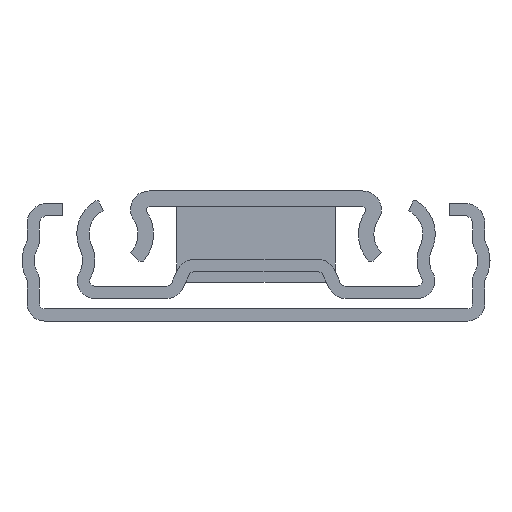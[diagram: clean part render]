
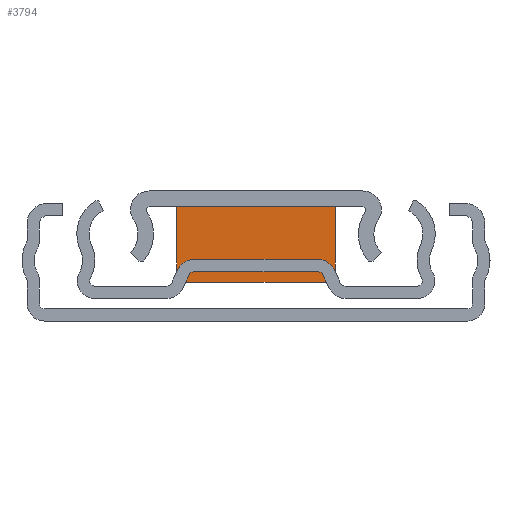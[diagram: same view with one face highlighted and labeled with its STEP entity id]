
A CAD part, left-side view. The second image highlights one B-rep face of the part: STEP entity #3794.
In plain terms, the highlighted planar face has unit normal (-1, 0, 0).
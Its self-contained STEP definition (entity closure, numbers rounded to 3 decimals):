
#266 = VERTEX_POINT ( 'NONE', #2683 ) ;
#304 = VERTEX_POINT ( 'NONE', #6381 ) ;
#623 = AXIS2_PLACEMENT_3D ( 'NONE', #8211, #1071, #3039 ) ;
#767 = LINE ( 'NONE', #3660, #1156 ) ;
#1071 = DIRECTION ( 'NONE',  ( 1., 0., 0. ) ) ;
#1156 = VECTOR ( 'NONE', #3993, 1000. ) ;
#1617 = DIRECTION ( 'NONE',  ( 0., 0., 1. ) ) ;
#1789 = ORIENTED_EDGE ( 'NONE', *, *, #2301, .F. ) ;
#1790 = PLANE ( 'NONE',  #623 ) ;
#2026 = DIRECTION ( 'NONE',  ( 0., 1., 0. ) ) ;
#2301 = EDGE_CURVE ( 'NONE', #8962, #266, #767, .T. ) ;
#2683 = CARTESIAN_POINT ( 'NONE',  ( -1.5, 7.75, -1.507 ) ) ;
#2726 = LINE ( 'NONE', #7627, #6132 ) ;
#2733 = CARTESIAN_POINT ( 'NONE',  ( -1.5, -7.75, -8.907 ) ) ;
#3039 = DIRECTION ( 'NONE',  ( 0., 1., 0. ) ) ;
#3660 = CARTESIAN_POINT ( 'NONE',  ( -1.5, 7.75, -8.907 ) ) ;
#3794 = ADVANCED_FACE ( 'NONE', ( #8257 ), #1790, .F. ) ;
#3911 = ORIENTED_EDGE ( 'NONE', *, *, #5673, .T. ) ;
#3993 = DIRECTION ( 'NONE',  ( 0., 0., 1. ) ) ;
#5220 = LINE ( 'NONE', #8127, #7857 ) ;
#5343 = CARTESIAN_POINT ( 'NONE',  ( -1.5, -7.75, -8.907 ) ) ;
#5673 = EDGE_CURVE ( 'NONE', #7127, #304, #5220, .T. ) ;
#5913 = EDGE_CURVE ( 'NONE', #7127, #8962, #9263, .T. ) ;
#6132 = VECTOR ( 'NONE', #9207, 1000. ) ;
#6381 = CARTESIAN_POINT ( 'NONE',  ( -1.5, -7.75, -1.507 ) ) ;
#6421 = CARTESIAN_POINT ( 'NONE',  ( -1.5, 7.75, -8.907 ) ) ;
#7127 = VERTEX_POINT ( 'NONE', #5343 ) ;
#7190 = EDGE_LOOP ( 'NONE', ( #8084, #1789, #7431, #3911 ) ) ;
#7431 = ORIENTED_EDGE ( 'NONE', *, *, #5913, .F. ) ;
#7627 = CARTESIAN_POINT ( 'NONE',  ( -1.5, -7.75, -1.507 ) ) ;
#7857 = VECTOR ( 'NONE', #1617, 1000. ) ;
#8084 = ORIENTED_EDGE ( 'NONE', *, *, #8368, .T. ) ;
#8127 = CARTESIAN_POINT ( 'NONE',  ( -1.5, -7.75, -8.907 ) ) ;
#8211 = CARTESIAN_POINT ( 'NONE',  ( -1.5, -7.75, -8.907 ) ) ;
#8257 = FACE_OUTER_BOUND ( 'NONE', #7190, .T. ) ;
#8368 = EDGE_CURVE ( 'NONE', #304, #266, #2726, .T. ) ;
#8552 = VECTOR ( 'NONE', #2026, 1000. ) ;
#8962 = VERTEX_POINT ( 'NONE', #6421 ) ;
#9207 = DIRECTION ( 'NONE',  ( 0., 1., 0. ) ) ;
#9263 = LINE ( 'NONE', #2733, #8552 ) ;
